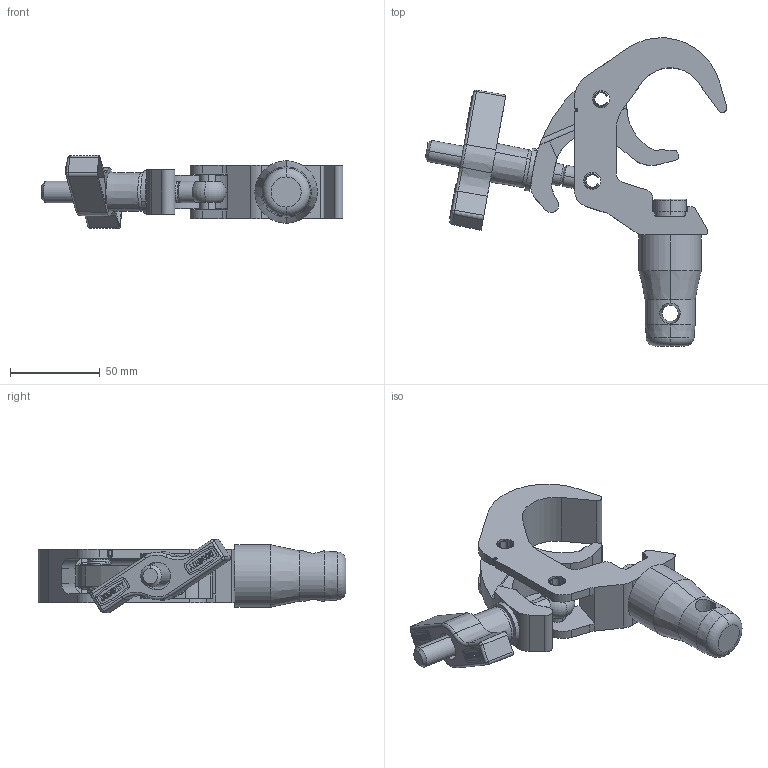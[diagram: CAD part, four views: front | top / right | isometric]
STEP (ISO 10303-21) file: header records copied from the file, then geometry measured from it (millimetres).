
FILE_DESCRIPTION (( 'STEP AP203' ), '1' );
FILE_NAME ('T45830.STEP', '2019-10-15T14:27:29', ( '' ), ( '' ), 'SwSTEP 2.0', 'SolidWorks 2019', '' );
FILE_SCHEMA (( 'CONFIG_CONTROL_DESIGN' ));
Length unit declared in the file: millimetre
Products named in the file (15): T78052_T78053; F1501; TH1978_TH602; TH733; F2916_ISO 4762 M12 x 45 --- 45S; F791; TH3136; S1190_For T58300; TH2020_25MM WIDE; TH2019_30MM WIDE; TH3127; T45830; S0124; TH1977_TH3422; A Washer_Bright washer BS 4320 - M12 (Form A)
Assembly tree (15 placements, depth 3):
  T45830
    TH1977_TH3422
      TH2019_30MM WIDE
    TH1978_TH602
      TH2020_25MM WIDE
    F791  x2
    S1190_For T58300
    T78052_T78053
      TH733
      A Washer_Bright washer BS 4320 - M12 (Form A)
      S0124
    TH3127
    F1501
    TH3136
    F2916_ISO 4762 M12 x 45 --- 45S
Bounding box: 168.37 x 171.88 x 40.86 mm (x, y, z)
Volume: 183279.9 mm3; surface area: 66443.2 mm2
Topology: 12 solids, 12 shells, 680 faces, 1797 edges, 1156 vertices
Faces by surface type: plane 245, cylinder 201, cone 126, bspline 86, torus 22
Entity records: 28136 total; most frequent: CARTESIAN_POINT 10143, ORIENTED_EDGE 3506, DIRECTION 3352, EDGE_CURVE 1753, AXIS2_PLACEMENT_3D 1208, VERTEX_POINT 1132, LINE 936, VECTOR 936
